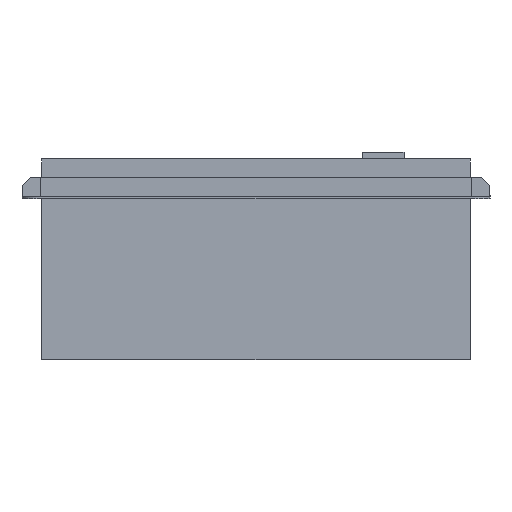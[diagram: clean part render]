
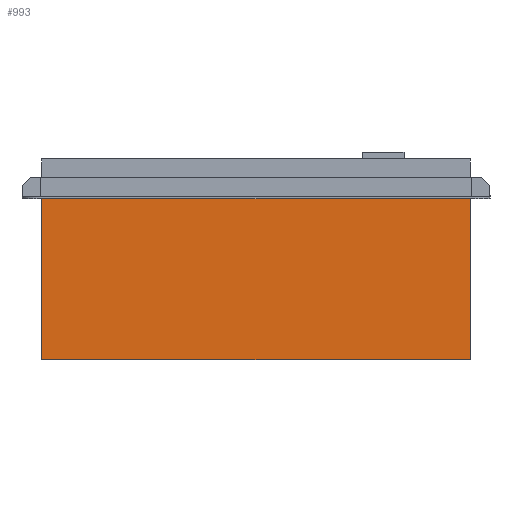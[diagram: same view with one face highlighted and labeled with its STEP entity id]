
A CAD part, front view. The second image highlights one B-rep face of the part: STEP entity #993.
In plain terms, the highlighted planar face has unit normal (0, -1, 0).
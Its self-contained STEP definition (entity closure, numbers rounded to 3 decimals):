
#277 = AXIS2_PLACEMENT_3D ( 'NONE', #2103, #2108, #2109 ) ;
#993 = ADVANCED_FACE ( 'NONE', ( #2105 ), #2106, .F. ) ;
#1106 = VERTEX_POINT ( 'NONE', #2283 ) ;
#1107 = VERTEX_POINT ( 'NONE', #2284 ) ;
#1116 = VERTEX_POINT ( 'NONE', #2293 ) ;
#1117 = VERTEX_POINT ( 'NONE', #2294 ) ;
#1413 = EDGE_CURVE ( 'NONE', #1106, #1107, #2510, .T. ) ;
#1439 = EDGE_CURVE ( 'NONE', #1117, #1116, #2597, .T. ) ;
#1442 = EDGE_CURVE ( 'NONE', #1106, #1116, #2600, .T. ) ;
#1558 = EDGE_CURVE ( 'NONE', #1107, #1117, #3332, .T. ) ;
#1858 = EDGE_LOOP ( 'NONE', ( #4253, #4089, #4201, #4068 ) ) ;
#2103 = CARTESIAN_POINT ( 'NONE',  ( 259.25, -623., 121.5 ) ) ;
#2105 = FACE_OUTER_BOUND ( 'NONE', #1858, .T. ) ;
#2106 = PLANE ( 'NONE',  #277 ) ;
#2108 = DIRECTION ( 'NONE',  ( 0., 1., 0. ) ) ;
#2109 = DIRECTION ( 'NONE',  ( -1., 0., 0. ) ) ;
#2283 = CARTESIAN_POINT ( 'NONE',  ( 259.25, -623., 73.5 ) ) ;
#2284 = CARTESIAN_POINT ( 'NONE',  ( -259.25, -623., 73.5 ) ) ;
#2293 = CARTESIAN_POINT ( 'NONE',  ( 259.25, -623., -121.5 ) ) ;
#2294 = CARTESIAN_POINT ( 'NONE',  ( -259.25, -623., -121.5 ) ) ;
#2510 = LINE ( 'NONE', #2527, #4489 ) ;
#2527 = CARTESIAN_POINT ( 'NONE',  ( 259.25, -623., 73.5 ) ) ;
#2529 = DIRECTION ( 'NONE',  ( -1., 0., 0. ) ) ;
#2597 = LINE ( 'NONE', #2604, #4294 ) ;
#2600 = LINE ( 'NONE', #2612, #4046 ) ;
#2604 = CARTESIAN_POINT ( 'NONE',  ( 259.25, -623., -121.5 ) ) ;
#2605 = DIRECTION ( 'NONE',  ( 1., 0., 0. ) ) ;
#2612 = CARTESIAN_POINT ( 'NONE',  ( 259.25, -623., 121.5 ) ) ;
#2613 = DIRECTION ( 'NONE',  ( 0., 0., -1. ) ) ;
#2810 = VECTOR ( 'NONE', #3334, 1000. ) ;
#3332 = LINE ( 'NONE', #3333, #2810 ) ;
#3333 = CARTESIAN_POINT ( 'NONE',  ( -259.25, -623., 121.5 ) ) ;
#3334 = DIRECTION ( 'NONE',  ( 0., 0., -1. ) ) ;
#4046 = VECTOR ( 'NONE', #2613, 1000. ) ;
#4068 = ORIENTED_EDGE ( 'NONE', *, *, #1439, .T. ) ;
#4089 = ORIENTED_EDGE ( 'NONE', *, *, #1413, .T. ) ;
#4201 = ORIENTED_EDGE ( 'NONE', *, *, #1558, .T. ) ;
#4253 = ORIENTED_EDGE ( 'NONE', *, *, #1442, .F. ) ;
#4294 = VECTOR ( 'NONE', #2605, 1000. ) ;
#4489 = VECTOR ( 'NONE', #2529, 1000. ) ;
